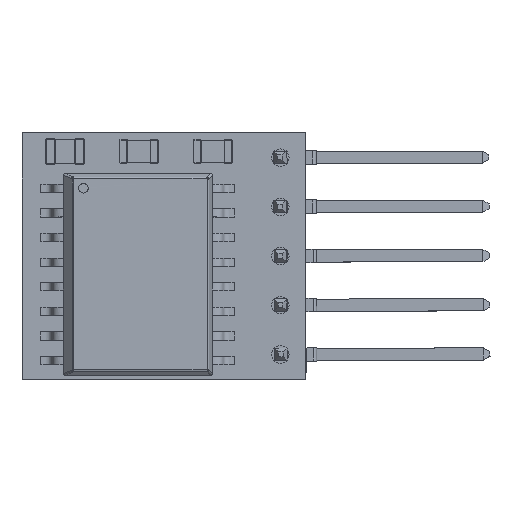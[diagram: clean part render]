
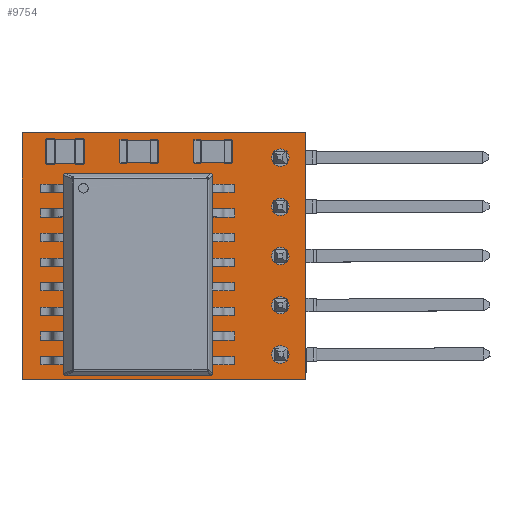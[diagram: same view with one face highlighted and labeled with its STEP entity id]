
A CAD part, top view. The second image highlights one B-rep face of the part: STEP entity #9754.
In plain terms, the highlighted planar face has unit normal (0, 0, 1).
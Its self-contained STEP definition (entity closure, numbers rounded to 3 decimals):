
#578=FACE_BOUND('',#1560,.T.);
#579=FACE_BOUND('',#1561,.T.);
#580=FACE_BOUND('',#1562,.T.);
#581=FACE_BOUND('',#1563,.T.);
#582=FACE_BOUND('',#1564,.T.);
#607=PLANE('',#10395);
#1025=FACE_OUTER_BOUND('',#1559,.T.);
#1559=EDGE_LOOP('',(#7134,#7135,#7136,#7137));
#1560=EDGE_LOOP('',(#7138));
#1561=EDGE_LOOP('',(#7139));
#1562=EDGE_LOOP('',(#7140));
#1563=EDGE_LOOP('',(#7141));
#1564=EDGE_LOOP('',(#7142));
#2122=LINE('',#13593,#3298);
#2123=LINE('',#13595,#3299);
#2124=LINE('',#13597,#3300);
#2125=LINE('',#13598,#3301);
#3298=VECTOR('',#11087,1000.);
#3299=VECTOR('',#11088,1000.);
#3300=VECTOR('',#11089,1000.);
#3301=VECTOR('',#11090,1000.);
#4470=CIRCLE('',#10382,0.45);
#4472=CIRCLE('',#10385,0.45);
#4474=CIRCLE('',#10388,0.45);
#4476=CIRCLE('',#10391,0.45);
#4478=CIRCLE('',#10394,0.45);
#4580=VERTEX_POINT('',#13563);
#4582=VERTEX_POINT('',#13569);
#4584=VERTEX_POINT('',#13575);
#4586=VERTEX_POINT('',#13581);
#4588=VERTEX_POINT('',#13587);
#4589=VERTEX_POINT('',#13591);
#4590=VERTEX_POINT('',#13592);
#4591=VERTEX_POINT('',#13594);
#4592=VERTEX_POINT('',#13596);
#5648=EDGE_CURVE('',#4580,#4580,#4470,.T.);
#5651=EDGE_CURVE('',#4582,#4582,#4472,.T.);
#5654=EDGE_CURVE('',#4584,#4584,#4474,.T.);
#5657=EDGE_CURVE('',#4586,#4586,#4476,.T.);
#5660=EDGE_CURVE('',#4588,#4588,#4478,.T.);
#5661=EDGE_CURVE('',#4589,#4590,#2122,.T.);
#5662=EDGE_CURVE('',#4590,#4591,#2123,.T.);
#5663=EDGE_CURVE('',#4591,#4592,#2124,.T.);
#5664=EDGE_CURVE('',#4592,#4589,#2125,.T.);
#7134=ORIENTED_EDGE('',*,*,#5661,.T.);
#7135=ORIENTED_EDGE('',*,*,#5662,.T.);
#7136=ORIENTED_EDGE('',*,*,#5663,.T.);
#7137=ORIENTED_EDGE('',*,*,#5664,.T.);
#7138=ORIENTED_EDGE('',*,*,#5648,.F.);
#7139=ORIENTED_EDGE('',*,*,#5651,.F.);
#7140=ORIENTED_EDGE('',*,*,#5654,.F.);
#7141=ORIENTED_EDGE('',*,*,#5657,.F.);
#7142=ORIENTED_EDGE('',*,*,#5660,.F.);
#9754=ADVANCED_FACE('',(#1025,#578,#579,#580,#581,#582),#607,.T.);
#10382=AXIS2_PLACEMENT_3D('',#13565,#11055,#11056);
#10385=AXIS2_PLACEMENT_3D('',#13571,#11062,#11063);
#10388=AXIS2_PLACEMENT_3D('',#13577,#11069,#11070);
#10391=AXIS2_PLACEMENT_3D('',#13583,#11076,#11077);
#10394=AXIS2_PLACEMENT_3D('',#13589,#11083,#11084);
#10395=AXIS2_PLACEMENT_3D('',#13590,#11085,#11086);
#11055=DIRECTION('center_axis',(0.,0.,1.));
#11056=DIRECTION('ref_axis',(1.,0.,0.));
#11062=DIRECTION('center_axis',(0.,0.,1.));
#11063=DIRECTION('ref_axis',(1.,0.,0.));
#11069=DIRECTION('center_axis',(0.,0.,1.));
#11070=DIRECTION('ref_axis',(1.,0.,0.));
#11076=DIRECTION('center_axis',(0.,0.,1.));
#11077=DIRECTION('ref_axis',(1.,0.,0.));
#11083=DIRECTION('center_axis',(0.,0.,1.));
#11084=DIRECTION('ref_axis',(1.,0.,0.));
#11085=DIRECTION('center_axis',(0.,0.,1.));
#11086=DIRECTION('ref_axis',(1.,0.,0.));
#11087=DIRECTION('',(0.,1.,0.));
#11088=DIRECTION('',(-1.,0.,0.));
#11089=DIRECTION('',(0.,-1.,0.));
#11090=DIRECTION('',(1.,0.,0.));
#13563=CARTESIAN_POINT('',(16.695,14.923,0.));
#13565=CARTESIAN_POINT('Origin',(17.145,14.923,0.));
#13569=CARTESIAN_POINT('',(16.695,12.382,0.));
#13571=CARTESIAN_POINT('Origin',(17.145,12.382,0.));
#13575=CARTESIAN_POINT('',(16.695,9.842,0.));
#13577=CARTESIAN_POINT('Origin',(17.145,9.842,0.));
#13581=CARTESIAN_POINT('',(16.695,7.303,0.));
#13583=CARTESIAN_POINT('Origin',(17.145,7.303,0.));
#13587=CARTESIAN_POINT('',(16.695,4.762,0.));
#13589=CARTESIAN_POINT('Origin',(17.145,4.762,0.));
#13590=CARTESIAN_POINT('Origin',(3.81,16.193,0.));
#13591=CARTESIAN_POINT('',(18.415,3.492,0.));
#13592=CARTESIAN_POINT('',(18.415,16.193,0.));
#13593=CARTESIAN_POINT('',(18.415,16.193,0.));
#13594=CARTESIAN_POINT('',(3.81,16.193,0.));
#13595=CARTESIAN_POINT('',(3.81,16.193,0.));
#13596=CARTESIAN_POINT('',(3.81,3.492,0.));
#13597=CARTESIAN_POINT('',(3.81,16.193,0.));
#13598=CARTESIAN_POINT('',(3.81,3.492,0.));
